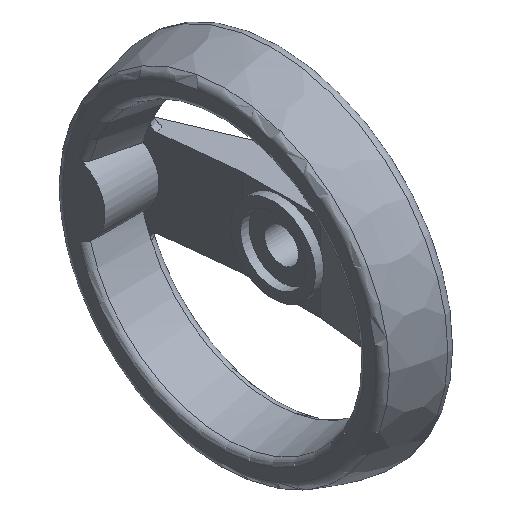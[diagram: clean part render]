
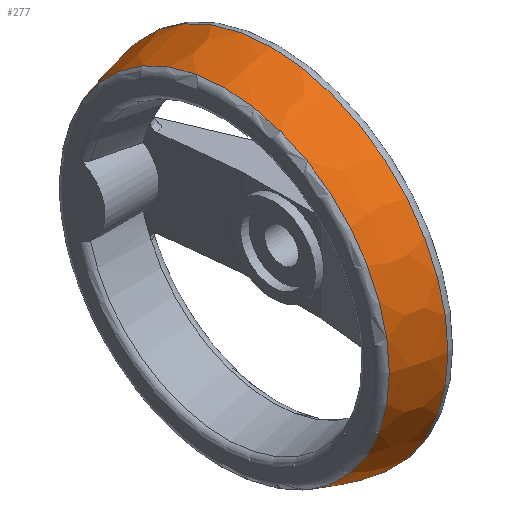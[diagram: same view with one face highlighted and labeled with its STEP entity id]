
A CAD part, isometric view. The second image highlights one B-rep face of the part: STEP entity #277.
In plain terms, the highlighted free-form (B-spline) face has degree [3, 3] with [4, 7] control points.
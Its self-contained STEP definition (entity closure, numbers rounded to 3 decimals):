
#99=(
BOUNDED_SURFACE()
B_SPLINE_SURFACE(3,3,((#1563,#1564,#1565,#1566,#1567,#1568,#1569),(#1570,
#1571,#1572,#1573,#1574,#1575,#1576),(#1577,#1578,#1579,#1580,#1581,#1582,
#1583),(#1584,#1585,#1586,#1587,#1588,#1589,#1590)),.UNSPECIFIED.,.F.,.T.,
.F.)
B_SPLINE_SURFACE_WITH_KNOTS((4,4),(1,3,3,3,1),(0.,1.),(-0.5,0.,0.5,1.,1.5),
.UNSPECIFIED.)
GEOMETRIC_REPRESENTATION_ITEM()
RATIONAL_B_SPLINE_SURFACE(((1.,0.333,0.333,1.,0.333,
0.333,1.),(0.994,0.331,0.331,
0.994,0.331,0.331,0.994),
(0.994,0.331,0.331,0.994,
0.331,0.331,0.994),(1.,0.333,
0.333,1.,0.333,0.333,1.)))
REPRESENTATION_ITEM('')
SURFACE()
);
#117=FACE_BOUND('',#364,.T.);
#118=FACE_BOUND('',#365,.T.);
#277=ADVANCED_FACE('',(#117,#118),#99,.T.);
#364=EDGE_LOOP('',(#565));
#365=EDGE_LOOP('',(#566));
#405=CIRCLE('',#929,62.367);
#406=CIRCLE('',#931,58.277);
#565=ORIENTED_EDGE('',*,*,#826,.T.);
#566=ORIENTED_EDGE('',*,*,#827,.F.);
#721=VERTEX_POINT('',#1559);
#722=VERTEX_POINT('',#1562);
#826=EDGE_CURVE('',#721,#721,#405,.T.);
#827=EDGE_CURVE('',#722,#722,#406,.T.);
#929=AXIS2_PLACEMENT_3D('',#1558,#1094,#1095);
#931=AXIS2_PLACEMENT_3D('',#1561,#1098,#1099);
#1094=DIRECTION('',(-1.,0.,0.));
#1095=DIRECTION('',(0.,0.,1.));
#1098=DIRECTION('',(-1.,0.,0.));
#1099=DIRECTION('',(0.,0.,1.));
#1558=CARTESIAN_POINT('',(235.089,218.,0.));
#1559=CARTESIAN_POINT('',(235.089,218.,62.367));
#1561=CARTESIAN_POINT('',(218.416,218.,0.));
#1562=CARTESIAN_POINT('',(218.416,218.,58.277));
#1563=CARTESIAN_POINT('',(218.416,218.,58.277));
#1564=CARTESIAN_POINT('',(218.416,334.554,58.277));
#1565=CARTESIAN_POINT('',(218.416,334.554,-58.277));
#1566=CARTESIAN_POINT('',(218.416,218.,-58.277));
#1567=CARTESIAN_POINT('',(218.416,101.446,-58.277));
#1568=CARTESIAN_POINT('',(218.416,101.446,58.277));
#1569=CARTESIAN_POINT('',(218.416,218.,58.277));
#1570=CARTESIAN_POINT('',(223.782,218.,60.357));
#1571=CARTESIAN_POINT('',(223.782,338.713,60.357));
#1572=CARTESIAN_POINT('',(223.782,338.713,-60.357));
#1573=CARTESIAN_POINT('',(223.782,218.,-60.357));
#1574=CARTESIAN_POINT('',(223.782,97.287,-60.357));
#1575=CARTESIAN_POINT('',(223.782,97.287,60.357));
#1576=CARTESIAN_POINT('',(223.782,218.,60.357));
#1577=CARTESIAN_POINT('',(229.37,218.,61.727));
#1578=CARTESIAN_POINT('',(229.37,341.455,61.727));
#1579=CARTESIAN_POINT('',(229.37,341.455,-61.727));
#1580=CARTESIAN_POINT('',(229.37,218.,-61.727));
#1581=CARTESIAN_POINT('',(229.37,94.545,-61.727));
#1582=CARTESIAN_POINT('',(229.37,94.545,61.727));
#1583=CARTESIAN_POINT('',(229.37,218.,61.727));
#1584=CARTESIAN_POINT('',(235.089,218.,62.367));
#1585=CARTESIAN_POINT('',(235.089,342.733,62.367));
#1586=CARTESIAN_POINT('',(235.089,342.733,-62.367));
#1587=CARTESIAN_POINT('',(235.089,218.,-62.367));
#1588=CARTESIAN_POINT('',(235.089,93.267,-62.367));
#1589=CARTESIAN_POINT('',(235.089,93.267,62.367));
#1590=CARTESIAN_POINT('',(235.089,218.,62.367));
